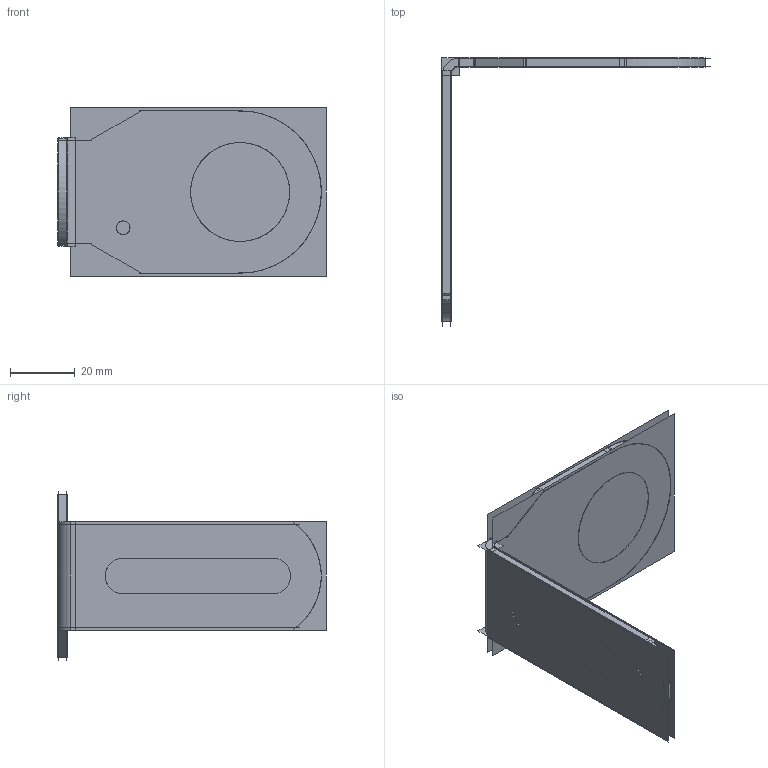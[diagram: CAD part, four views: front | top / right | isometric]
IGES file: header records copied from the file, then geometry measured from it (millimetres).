
Start section:  PTC IGES file: 170838.igs
Global section: file name: 170838.igs; native system: Pro/ENGINEER by Parametric Technology Corporation; preprocessor: 2009141; author: banengservice; organization: Unknown; date: 20130301.141644; units: millimetre
Bounding box: 82.67 x 82.69 x 52 mm (x, y, z)
Volume: 11684.7 mm3; surface area: 47413.5 mm2
Topology: 1 solids, 1 shells, 52 faces, 252 edges, 312 vertices
Faces by surface type: bspline 32, revolution 20
